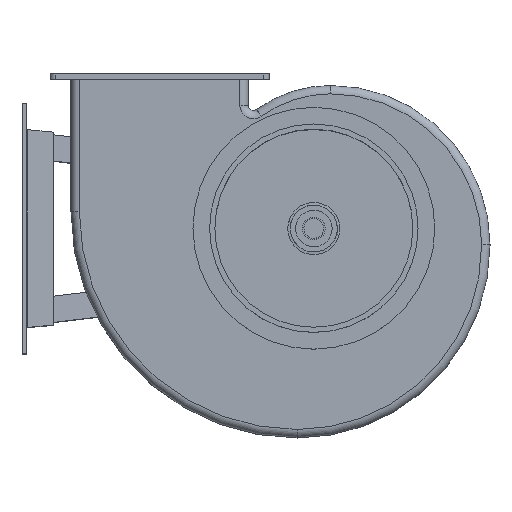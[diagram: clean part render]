
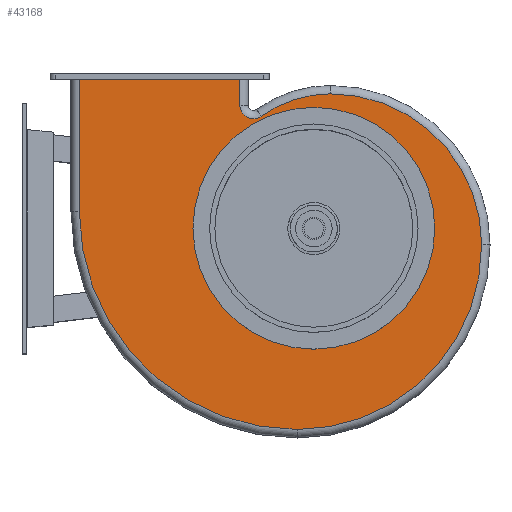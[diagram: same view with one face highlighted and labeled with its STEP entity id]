
A CAD part, top view. The second image highlights one B-rep face of the part: STEP entity #43168.
In plain terms, the highlighted planar face has unit normal (0, 0, 1).
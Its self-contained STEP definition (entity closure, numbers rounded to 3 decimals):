
#237 = VECTOR ( 'NONE', #37328, 1000. ) ;
#684 = VERTEX_POINT ( 'NONE', #29701 ) ;
#2120 = CARTESIAN_POINT ( 'NONE',  ( -58., 117.98, 136. ) ) ;
#2366 = CARTESIAN_POINT ( 'NONE',  ( 16., -16., 136. ) ) ;
#3066 = DIRECTION ( 'NONE',  ( 0., 0., 1. ) ) ;
#5112 = ORIENTED_EDGE ( 'NONE', *, *, #35355, .T. ) ;
#6810 = DIRECTION ( 'NONE',  ( 1., 0., 0. ) ) ;
#7097 = FACE_OUTER_BOUND ( 'NONE', #19571, .T. ) ;
#7482 = AXIS2_PLACEMENT_3D ( 'NONE', #42208, #43239, #6810 ) ;
#8332 = VERTEX_POINT ( 'NONE', #26455 ) ;
#8728 = VERTEX_POINT ( 'NONE', #28698 ) ;
#9688 = VERTEX_POINT ( 'NONE', #46685 ) ;
#10187 = DIRECTION ( 'NONE',  ( 1., 0., 0. ) ) ;
#11494 = VERTEX_POINT ( 'NONE', #13540 ) ;
#11652 = DIRECTION ( 'NONE',  ( 1., 0., 0. ) ) ;
#11706 = ORIENTED_EDGE ( 'NONE', *, *, #25958, .T. ) ;
#12208 = FACE_BOUND ( 'NONE', #15883, .T. ) ;
#13540 = CARTESIAN_POINT ( 'NONE',  ( -71., 143., 136. ) ) ;
#13888 = ORIENTED_EDGE ( 'NONE', *, *, #50304, .T. ) ;
#13941 = DIRECTION ( 'NONE',  ( 0., 0., 1. ) ) ;
#14203 = CIRCLE ( 'NONE', #14433, 116. ) ;
#14399 = DIRECTION ( 'NONE',  ( 1., 0., 0. ) ) ;
#14433 = AXIS2_PLACEMENT_3D ( 'NONE', #27514, #48112, #48456 ) ;
#14603 = CARTESIAN_POINT ( 'NONE',  ( 0., 0., 136. ) ) ;
#14701 = ORIENTED_EDGE ( 'NONE', *, *, #48464, .F. ) ;
#15883 = EDGE_LOOP ( 'NONE', ( #28215, #14701 ) ) ;
#16655 = CIRCLE ( 'NONE', #42463, 113. ) ;
#16714 = VERTEX_POINT ( 'NONE', #23012 ) ;
#16730 = ORIENTED_EDGE ( 'NONE', *, *, #23256, .T. ) ;
#16876 = CARTESIAN_POINT ( 'NONE',  ( -71., 117.98, 136. ) ) ;
#17134 = EDGE_CURVE ( 'NONE', #9688, #27261, #50847, .T. ) ;
#17856 = CARTESIAN_POINT ( 'NONE',  ( -58., 117.98, 136. ) ) ;
#17932 = DIRECTION ( 'NONE',  ( 1., 0., 0. ) ) ;
#18019 = CARTESIAN_POINT ( 'NONE',  ( -16., -16., 136. ) ) ;
#18534 = CARTESIAN_POINT ( 'NONE',  ( -225., 16., 136. ) ) ;
#18703 = DIRECTION ( 'NONE',  ( 1., 0., 0. ) ) ;
#19448 = ORIENTED_EDGE ( 'NONE', *, *, #33127, .T. ) ;
#19474 = EDGE_CURVE ( 'NONE', #8332, #11494, #30902, .T. ) ;
#19571 = EDGE_LOOP ( 'NONE', ( #5112, #37570, #19448, #11706, #50147, #26783, #16730, #13888 ) ) ;
#19658 = CARTESIAN_POINT ( 'NONE',  ( -71., 143., 136. ) ) ;
#20218 = CIRCLE ( 'NONE', #33472, 145. ) ;
#23012 = CARTESIAN_POINT ( 'NONE',  ( -116., 0., 136. ) ) ;
#23256 = EDGE_CURVE ( 'NONE', #26894, #684, #16655, .T. ) ;
#25221 = VERTEX_POINT ( 'NONE', #16876 ) ;
#25435 = CIRCLE ( 'NONE', #43927, 13. ) ;
#25503 = PLANE ( 'NONE',  #46818 ) ;
#25851 = VECTOR ( 'NONE', #11652, 1000. ) ;
#25958 = EDGE_CURVE ( 'NONE', #32919, #9688, #52717, .T. ) ;
#26390 = DIRECTION ( 'NONE',  ( 0., 0., 1. ) ) ;
#26455 = CARTESIAN_POINT ( 'NONE',  ( -225., 143., 136. ) ) ;
#26783 = ORIENTED_EDGE ( 'NONE', *, *, #30818, .T. ) ;
#26806 = CIRCLE ( 'NONE', #44255, 116. ) ;
#26836 = CARTESIAN_POINT ( 'NONE',  ( 16., 16., 136. ) ) ;
#26894 = VERTEX_POINT ( 'NONE', #29412 ) ;
#27261 = VERTEX_POINT ( 'NONE', #33486 ) ;
#27514 = CARTESIAN_POINT ( 'NONE',  ( 0., 0., 136. ) ) ;
#28044 = DIRECTION ( 'NONE',  ( 0., -1., 0. ) ) ;
#28215 = ORIENTED_EDGE ( 'NONE', *, *, #42128, .F. ) ;
#28698 = CARTESIAN_POINT ( 'NONE',  ( 116., 0., 136. ) ) ;
#29368 = AXIS2_PLACEMENT_3D ( 'NONE', #18019, #26390, #10187 ) ;
#29412 = CARTESIAN_POINT ( 'NONE',  ( 16., 129., 136. ) ) ;
#29701 = CARTESIAN_POINT ( 'NONE',  ( -50.365, 107.459, 136. ) ) ;
#30818 = EDGE_CURVE ( 'NONE', #27261, #26894, #20218, .T. ) ;
#30902 = LINE ( 'NONE', #19658, #25851 ) ;
#32023 = LINE ( 'NONE', #45358, #237 ) ;
#32919 = VERTEX_POINT ( 'NONE', #18534 ) ;
#33127 = EDGE_CURVE ( 'NONE', #8332, #32919, #49992, .T. ) ;
#33472 = AXIS2_PLACEMENT_3D ( 'NONE', #2366, #47122, #18703 ) ;
#33486 = CARTESIAN_POINT ( 'NONE',  ( 161., -16., 136. ) ) ;
#34747 = VECTOR ( 'NONE', #28044, 1000. ) ;
#35355 = EDGE_CURVE ( 'NONE', #25221, #11494, #32023, .T. ) ;
#37328 = DIRECTION ( 'NONE',  ( 0., 1., 0. ) ) ;
#37570 = ORIENTED_EDGE ( 'NONE', *, *, #19474, .F. ) ;
#42128 = EDGE_CURVE ( 'NONE', #16714, #8728, #14203, .T. ) ;
#42208 = CARTESIAN_POINT ( 'NONE',  ( -16., 16., 136. ) ) ;
#42463 = AXIS2_PLACEMENT_3D ( 'NONE', #26836, #51023, #14399 ) ;
#43105 = CARTESIAN_POINT ( 'NONE',  ( -225., 16., 136. ) ) ;
#43168 = ADVANCED_FACE ( 'NONE', ( #12208, #7097 ), #25503, .T. ) ;
#43239 = DIRECTION ( 'NONE',  ( 0., 0., 1. ) ) ;
#43927 = AXIS2_PLACEMENT_3D ( 'NONE', #2120, #47049, #17932 ) ;
#44255 = AXIS2_PLACEMENT_3D ( 'NONE', #14603, #3066, #47656 ) ;
#45358 = CARTESIAN_POINT ( 'NONE',  ( -71., 134., 136. ) ) ;
#46113 = DIRECTION ( 'NONE',  ( 1., 0., 0. ) ) ;
#46685 = CARTESIAN_POINT ( 'NONE',  ( -16., -193., 136. ) ) ;
#46818 = AXIS2_PLACEMENT_3D ( 'NONE', #17856, #13941, #46113 ) ;
#47049 = DIRECTION ( 'NONE',  ( 0., 0., -1. ) ) ;
#47122 = DIRECTION ( 'NONE',  ( 0., 0., 1. ) ) ;
#47656 = DIRECTION ( 'NONE',  ( 1., 0., 0. ) ) ;
#48112 = DIRECTION ( 'NONE',  ( 0., 0., 1. ) ) ;
#48456 = DIRECTION ( 'NONE',  ( 1., 0., 0. ) ) ;
#48464 = EDGE_CURVE ( 'NONE', #8728, #16714, #26806, .T. ) ;
#49992 = LINE ( 'NONE', #43105, #34747 ) ;
#50147 = ORIENTED_EDGE ( 'NONE', *, *, #17134, .T. ) ;
#50304 = EDGE_CURVE ( 'NONE', #684, #25221, #25435, .T. ) ;
#50847 = CIRCLE ( 'NONE', #29368, 177. ) ;
#51023 = DIRECTION ( 'NONE',  ( 0., 0., 1. ) ) ;
#52717 = CIRCLE ( 'NONE', #7482, 209. ) ;
